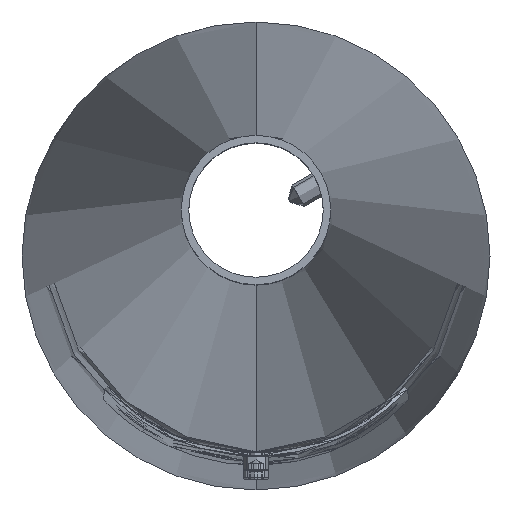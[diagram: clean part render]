
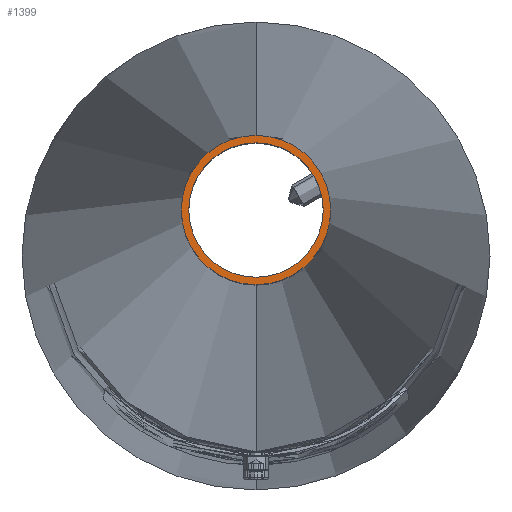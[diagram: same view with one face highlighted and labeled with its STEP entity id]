
A CAD part, top view. The second image highlights one B-rep face of the part: STEP entity #1399.
In plain terms, the highlighted face is planar.
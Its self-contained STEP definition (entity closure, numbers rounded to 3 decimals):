
#71 = VERTEX_POINT ( 'NONE', #2071 ) ;
#87 = DIRECTION ( 'NONE',  ( 0., -1., 0. ) ) ;
#201 = AXIS2_PLACEMENT_3D ( 'NONE', #2934, #1070, #4458 ) ;
#253 = VERTEX_POINT ( 'NONE', #427 ) ;
#427 = CARTESIAN_POINT ( 'NONE',  ( 0., 10600., -27. ) ) ;
#613 = DIRECTION ( 'NONE',  ( 0., -1., 0. ) ) ;
#661 = CARTESIAN_POINT ( 'NONE',  ( 0., 10600., -30. ) ) ;
#815 = AXIS2_PLACEMENT_3D ( 'NONE', #1666, #613, #1336 ) ;
#837 = ORIENTED_EDGE ( 'NONE', *, *, #4004, .F. ) ;
#908 = CIRCLE ( 'NONE', #986, 30. ) ;
#986 = AXIS2_PLACEMENT_3D ( 'NONE', #2836, #2107, #2794 ) ;
#1070 = DIRECTION ( 'NONE',  ( 0., 1., 0. ) ) ;
#1156 = VERTEX_POINT ( 'NONE', #1503 ) ;
#1336 = DIRECTION ( 'NONE',  ( 0., 0., -1. ) ) ;
#1399 = ADVANCED_FACE ( 'NONE', ( #1911, #1416 ), #4403, .T. ) ;
#1416 = FACE_OUTER_BOUND ( 'NONE', #1687, .T. ) ;
#1503 = CARTESIAN_POINT ( 'NONE',  ( 0., 10600., 27. ) ) ;
#1573 = DIRECTION ( 'NONE',  ( 0., -1., 0. ) ) ;
#1666 = CARTESIAN_POINT ( 'NONE',  ( 0., 10600., 0. ) ) ;
#1687 = EDGE_LOOP ( 'NONE', ( #837, #3975 ) ) ;
#1855 = CIRCLE ( 'NONE', #4598, 27. ) ;
#1911 = FACE_BOUND ( 'NONE', #2266, .T. ) ;
#1929 = CIRCLE ( 'NONE', #815, 27. ) ;
#2071 = CARTESIAN_POINT ( 'NONE',  ( 0., 10600., 30. ) ) ;
#2107 = DIRECTION ( 'NONE',  ( 0., -1., 0. ) ) ;
#2266 = EDGE_LOOP ( 'NONE', ( #4599, #2822 ) ) ;
#2680 = EDGE_CURVE ( 'NONE', #1156, #253, #1929, .T. ) ;
#2794 = DIRECTION ( 'NONE',  ( 0., 0., -1. ) ) ;
#2822 = ORIENTED_EDGE ( 'NONE', *, *, #2680, .T. ) ;
#2836 = CARTESIAN_POINT ( 'NONE',  ( 0., 10600., 0. ) ) ;
#2934 = CARTESIAN_POINT ( 'NONE',  ( -30., 10600., 0. ) ) ;
#3040 = DIRECTION ( 'NONE',  ( 0., 0., -1. ) ) ;
#3209 = EDGE_CURVE ( 'NONE', #253, #1156, #1855, .T. ) ;
#3524 = CARTESIAN_POINT ( 'NONE',  ( 0., 10600., 0. ) ) ;
#3814 = DIRECTION ( 'NONE',  ( 0., 0., -1. ) ) ;
#3975 = ORIENTED_EDGE ( 'NONE', *, *, #4392, .F. ) ;
#4004 = EDGE_CURVE ( 'NONE', #4518, #71, #4442, .T. ) ;
#4125 = CARTESIAN_POINT ( 'NONE',  ( 0., 10600., 0. ) ) ;
#4392 = EDGE_CURVE ( 'NONE', #71, #4518, #908, .T. ) ;
#4403 = PLANE ( 'NONE',  #201 ) ;
#4442 = CIRCLE ( 'NONE', #4612, 30. ) ;
#4458 = DIRECTION ( 'NONE',  ( 0., 0., 1. ) ) ;
#4518 = VERTEX_POINT ( 'NONE', #661 ) ;
#4598 = AXIS2_PLACEMENT_3D ( 'NONE', #3524, #1573, #3814 ) ;
#4599 = ORIENTED_EDGE ( 'NONE', *, *, #3209, .T. ) ;
#4612 = AXIS2_PLACEMENT_3D ( 'NONE', #4125, #87, #3040 ) ;
